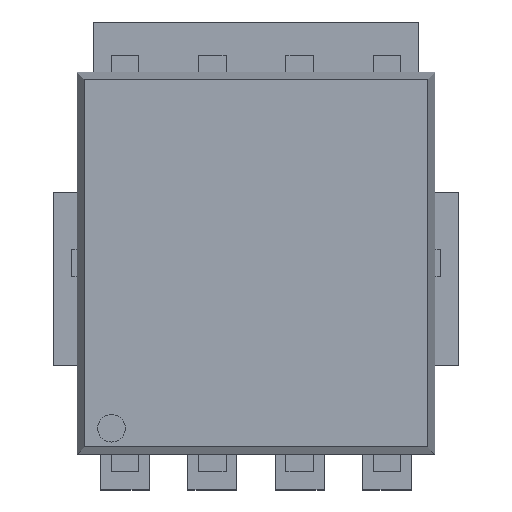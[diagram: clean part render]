
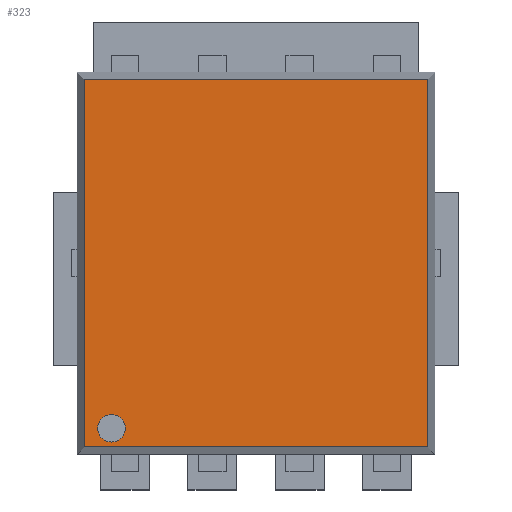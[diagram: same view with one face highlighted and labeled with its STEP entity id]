
A CAD part, top view. The second image highlights one B-rep face of the part: STEP entity #323.
In plain terms, the highlighted planar face has unit normal (0, 0, 1).
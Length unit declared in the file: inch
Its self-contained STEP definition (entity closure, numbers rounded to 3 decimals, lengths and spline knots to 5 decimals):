
#323=ADVANCED_FACE('',(#529,#530),#425,.T.);
#425=PLANE('',#2218);
#525=CIRCLE('',#2216,0.00787);
#526=CIRCLE('',#2217,0.00787);
#529=FACE_BOUND('',#541,.T.);
#530=FACE_BOUND('',#542,.T.);
#541=EDGE_LOOP('',(#649,#650,#651,#652));
#542=EDGE_LOOP('',(#653,#654));
#649=ORIENTED_EDGE('',*,*,#1389,.T.);
#650=ORIENTED_EDGE('',*,*,#1390,.F.);
#651=ORIENTED_EDGE('',*,*,#1391,.F.);
#652=ORIENTED_EDGE('',*,*,#1392,.T.);
#653=ORIENTED_EDGE('',*,*,#1393,.F.);
#654=ORIENTED_EDGE('',*,*,#1394,.F.);
#1205=VERTEX_POINT('',#2812);
#1206=VERTEX_POINT('',#2813);
#1207=VERTEX_POINT('',#2815);
#1208=VERTEX_POINT('',#2817);
#1209=VERTEX_POINT('',#2820);
#1210=VERTEX_POINT('',#2821);
#1389=EDGE_CURVE('',#1205,#1206,#1667,.T.);
#1390=EDGE_CURVE('',#1207,#1206,#1668,.T.);
#1391=EDGE_CURVE('',#1208,#1207,#1669,.T.);
#1392=EDGE_CURVE('',#1208,#1205,#1670,.T.);
#1393=EDGE_CURVE('',#1209,#1210,#525,.T.);
#1394=EDGE_CURVE('',#1210,#1209,#526,.T.);
#1667=LINE('',#2811,#1941);
#1668=LINE('',#2814,#1942);
#1669=LINE('',#2816,#1943);
#1670=LINE('',#2818,#1944);
#1941=VECTOR('',#2324,1.);
#1942=VECTOR('',#2325,1.);
#1943=VECTOR('',#2326,1.);
#1944=VECTOR('',#2327,1.);
#2216=AXIS2_PLACEMENT_3D('',#2819,#2328,#2329);
#2217=AXIS2_PLACEMENT_3D('',#2822,#2330,#2331);
#2218=AXIS2_PLACEMENT_3D('',#2823,#2332,#2333);
#2324=DIRECTION('',(0.,1.,0.));
#2325=DIRECTION('',(1.,0.,0.));
#2326=DIRECTION('',(0.,1.,0.));
#2327=DIRECTION('',(1.,0.,0.));
#2328=DIRECTION('',(0.,0.,1.));
#2329=DIRECTION('',(0.,1.,0.));
#2330=DIRECTION('',(0.,0.,1.));
#2331=DIRECTION('',(0.,-1.,0.));
#2332=DIRECTION('',(0.,0.,1.));
#2333=DIRECTION('',(-1.,0.,0.));
#2811=CARTESIAN_POINT('',(0.0982,-0.10509,0.0404));
#2812=CARTESIAN_POINT('',(0.0982,-0.10509,0.0404));
#2813=CARTESIAN_POINT('',(0.0982,0.10509,0.0404));
#2814=CARTESIAN_POINT('',(-0.0982,0.10509,0.0404));
#2815=CARTESIAN_POINT('',(-0.0982,0.10509,0.0404));
#2816=CARTESIAN_POINT('',(-0.0982,-0.10509,0.0404));
#2817=CARTESIAN_POINT('',(-0.0982,-0.10509,0.0404));
#2818=CARTESIAN_POINT('',(-0.0982,-0.10509,0.0404));
#2819=CARTESIAN_POINT('',(-0.08268,-0.09449,0.0404));
#2820=CARTESIAN_POINT('',(-0.08268,-0.08661,0.0404));
#2821=CARTESIAN_POINT('',(-0.08268,-0.10236,0.0404));
#2822=CARTESIAN_POINT('',(-0.08268,-0.09449,0.0404));
#2823=CARTESIAN_POINT('',(0.,0.,0.0404));
